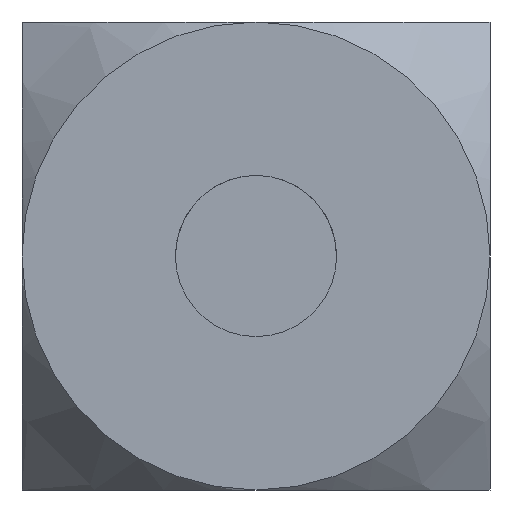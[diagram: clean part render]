
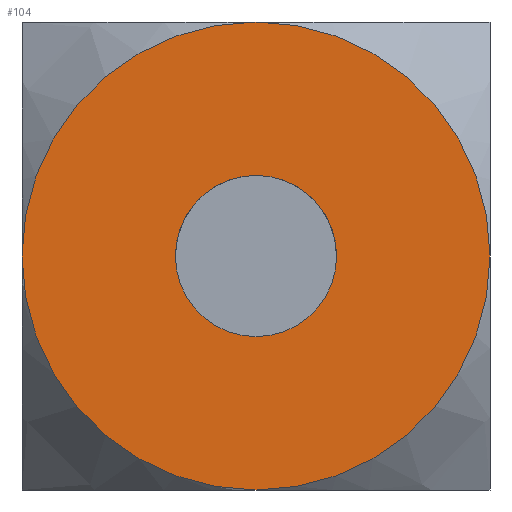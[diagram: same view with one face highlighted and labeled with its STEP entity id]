
A CAD part, front view. The second image highlights one B-rep face of the part: STEP entity #104.
In plain terms, the highlighted planar face has unit normal (0, -1, 0).
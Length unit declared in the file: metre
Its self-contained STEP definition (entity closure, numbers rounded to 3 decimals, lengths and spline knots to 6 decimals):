
#104 = ADVANCED_FACE( '', ( #161, #162 ), #163, .F. );
#161 = FACE_BOUND( '', #216, .T. );
#162 = FACE_OUTER_BOUND( '', #217, .T. );
#163 = PLANE( '', #218 );
#175 = EDGE_CURVE( '', #230, #230, #231, .T. );
#216 = EDGE_LOOP( '', ( #333 ) );
#217 = EDGE_LOOP( '', ( #334, #335, #336, #337 ) );
#218 = AXIS2_PLACEMENT_3D( '', #338, #339, #340 );
#230 = VERTEX_POINT( '', #372 );
#231 = CIRCLE( '', #373, 0.002067 );
#333 = ORIENTED_EDGE( '', *, *, #175, .T. );
#334 = ORIENTED_EDGE( '', *, *, #413, .T. );
#335 = ORIENTED_EDGE( '', *, *, #414, .T. );
#336 = ORIENTED_EDGE( '', *, *, #415, .T. );
#337 = ORIENTED_EDGE( '', *, *, #416, .T. );
#338 = CARTESIAN_POINT( '', ( -0.006, 0., 0.006 ) );
#339 = DIRECTION( '', ( 0., 1., 0. ) );
#340 = DIRECTION( '', ( 0., 0., 1. ) );
#372 = CARTESIAN_POINT( '', ( 0., 0., -0.002067 ) );
#373 = AXIS2_PLACEMENT_3D( '', #417, #418, #419 );
#413 = EDGE_CURVE( '', #462, #453, #482, .T. );
#414 = EDGE_CURVE( '', #453, #433, #483, .T. );
#415 = EDGE_CURVE( '', #433, #470, #484, .T. );
#416 = EDGE_CURVE( '', #470, #462, #485, .T. );
#417 = CARTESIAN_POINT( '', ( 0., 0., 0. ) );
#418 = DIRECTION( '', ( 0., 1., 0. ) );
#419 = DIRECTION( '', ( 0., 0., -1. ) );
#433 = VERTEX_POINT( '', #487 );
#453 = VERTEX_POINT( '', #555 );
#462 = VERTEX_POINT( '', #611 );
#470 = VERTEX_POINT( '', #666 );
#482 = CIRCLE( '', #724, 0.006 );
#483 = CIRCLE( '', #725, 0.006 );
#484 = CIRCLE( '', #726, 0.006 );
#485 = CIRCLE( '', #727, 0.006 );
#487 = CARTESIAN_POINT( '', ( -0.006, 0., 0. ) );
#555 = CARTESIAN_POINT( '', ( 0., 0., 0.006 ) );
#611 = CARTESIAN_POINT( '', ( 0.006, 0., 0. ) );
#666 = CARTESIAN_POINT( '', ( 0., 0., -0.006 ) );
#724 = AXIS2_PLACEMENT_3D( '', #759, #760, #761 );
#725 = AXIS2_PLACEMENT_3D( '', #762, #763, #764 );
#726 = AXIS2_PLACEMENT_3D( '', #765, #766, #767 );
#727 = AXIS2_PLACEMENT_3D( '', #768, #769, #770 );
#759 = CARTESIAN_POINT( '', ( 0., 0., 0. ) );
#760 = DIRECTION( '', ( 0., -1., 0. ) );
#761 = DIRECTION( '', ( 0., 0., -1. ) );
#762 = CARTESIAN_POINT( '', ( 0., 0., 0. ) );
#763 = DIRECTION( '', ( 0., -1., 0. ) );
#764 = DIRECTION( '', ( 0., 0., -1. ) );
#765 = CARTESIAN_POINT( '', ( 0., 0., 0. ) );
#766 = DIRECTION( '', ( 0., -1., 0. ) );
#767 = DIRECTION( '', ( 0., 0., -1. ) );
#768 = CARTESIAN_POINT( '', ( 0., 0., 0. ) );
#769 = DIRECTION( '', ( 0., -1., 0. ) );
#770 = DIRECTION( '', ( 0., 0., -1. ) );
